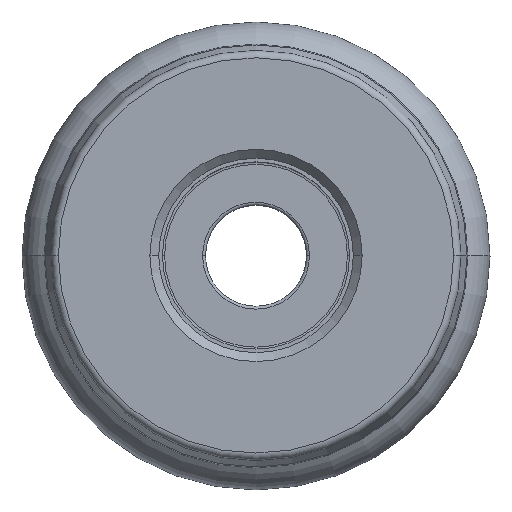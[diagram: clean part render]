
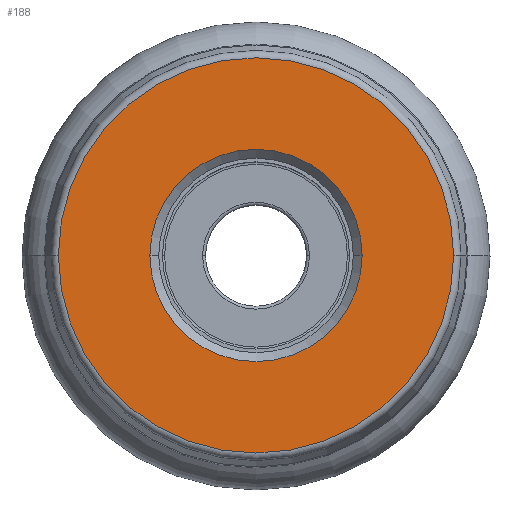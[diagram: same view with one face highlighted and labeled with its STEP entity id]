
A CAD part, top view. The second image highlights one B-rep face of the part: STEP entity #188.
In plain terms, the highlighted planar face has unit normal (0, 0, 1).
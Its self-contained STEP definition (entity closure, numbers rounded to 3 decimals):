
#28=PLANE('',#1540);
#34=FACE_BOUND('',#358,.T.);
#35=FACE_BOUND('',#359,.T.);
#188=ADVANCED_FACE('',(#34,#35),#28,.F.);
#358=EDGE_LOOP('',(#562,#563,#564,#565));
#359=EDGE_LOOP('',(#566,#567,#568,#569));
#562=ORIENTED_EDGE('',*,*,#1050,.F.);
#563=ORIENTED_EDGE('',*,*,#1048,.F.);
#564=ORIENTED_EDGE('',*,*,#1047,.T.);
#565=ORIENTED_EDGE('',*,*,#1051,.T.);
#566=ORIENTED_EDGE('',*,*,#1052,.T.);
#567=ORIENTED_EDGE('',*,*,#1053,.T.);
#568=ORIENTED_EDGE('',*,*,#1054,.T.);
#569=ORIENTED_EDGE('',*,*,#1055,.T.);
#879=VERTEX_POINT('',#2408);
#880=VERTEX_POINT('',#2410);
#881=VERTEX_POINT('',#2412);
#882=VERTEX_POINT('',#2416);
#883=VERTEX_POINT('',#2420);
#884=VERTEX_POINT('',#2421);
#885=VERTEX_POINT('',#2423);
#886=VERTEX_POINT('',#2425);
#1047=EDGE_CURVE('',#880,#879,#1274,.T.);
#1048=EDGE_CURVE('',#880,#881,#1275,.T.);
#1050=EDGE_CURVE('',#881,#882,#1277,.T.);
#1051=EDGE_CURVE('',#879,#882,#1278,.T.);
#1052=EDGE_CURVE('',#883,#884,#1279,.T.);
#1053=EDGE_CURVE('',#884,#885,#1280,.T.);
#1054=EDGE_CURVE('',#885,#886,#1281,.T.);
#1055=EDGE_CURVE('',#886,#883,#1282,.T.);
#1274=CIRCLE('',#1529,26.815);
#1275=CIRCLE('',#1530,26.815);
#1277=CIRCLE('',#1533,26.815);
#1278=CIRCLE('',#1534,26.815);
#1279=CIRCLE('',#1536,14.4);
#1280=CIRCLE('',#1537,14.4);
#1281=CIRCLE('',#1538,14.4);
#1282=CIRCLE('',#1539,14.4);
#1529=AXIS2_PLACEMENT_3D('',#2409,#1904,#1905);
#1530=AXIS2_PLACEMENT_3D('',#2411,#1906,#1907);
#1533=AXIS2_PLACEMENT_3D('',#2415,#1912,#1913);
#1534=AXIS2_PLACEMENT_3D('',#2417,#1914,#1915);
#1536=AXIS2_PLACEMENT_3D('',#2419,#1918,#1919);
#1537=AXIS2_PLACEMENT_3D('',#2422,#1920,#1921);
#1538=AXIS2_PLACEMENT_3D('',#2424,#1922,#1923);
#1539=AXIS2_PLACEMENT_3D('',#2426,#1924,#1925);
#1540=AXIS2_PLACEMENT_3D('',#2427,#1926,#1927);
#1904=DIRECTION('',(0.,0.,1.));
#1905=DIRECTION('',(1.,0.,0.));
#1906=DIRECTION('',(0.,0.,-1.));
#1907=DIRECTION('',(-1.,0.,0.));
#1912=DIRECTION('',(0.,0.,-1.));
#1913=DIRECTION('',(-1.,0.,0.));
#1914=DIRECTION('',(0.,0.,1.));
#1915=DIRECTION('',(1.,0.,0.));
#1918=DIRECTION('',(0.,0.,-1.));
#1919=DIRECTION('',(0.,1.,0.));
#1920=DIRECTION('',(0.,0.,-1.));
#1921=DIRECTION('',(1.,0.,0.));
#1922=DIRECTION('',(0.,0.,-1.));
#1923=DIRECTION('',(0.,-1.,0.));
#1924=DIRECTION('',(0.,0.,-1.));
#1925=DIRECTION('',(-1.,0.,0.));
#1926=DIRECTION('',(0.,0.,-1.));
#1927=DIRECTION('',(1.,0.,0.));
#2408=CARTESIAN_POINT('',(26.815,0.,0.));
#2409=CARTESIAN_POINT('',(0.,0.,0.));
#2410=CARTESIAN_POINT('',(26.815,-0.021,0.));
#2411=CARTESIAN_POINT('',(0.,0.,0.));
#2412=CARTESIAN_POINT('',(-26.815,0.,0.));
#2415=CARTESIAN_POINT('',(0.,0.,0.));
#2416=CARTESIAN_POINT('',(-26.815,0.021,0.));
#2417=CARTESIAN_POINT('',(0.,0.,0.));
#2419=CARTESIAN_POINT('',(0.,0.,0.));
#2420=CARTESIAN_POINT('',(0.,14.4,0.));
#2421=CARTESIAN_POINT('',(14.4,0.,0.));
#2422=CARTESIAN_POINT('',(0.,0.,0.));
#2423=CARTESIAN_POINT('',(0.,-14.4,0.));
#2424=CARTESIAN_POINT('',(0.,0.,0.));
#2425=CARTESIAN_POINT('',(-14.4,0.,0.));
#2426=CARTESIAN_POINT('',(0.,0.,0.));
#2427=CARTESIAN_POINT('',(0.,0.,0.));
